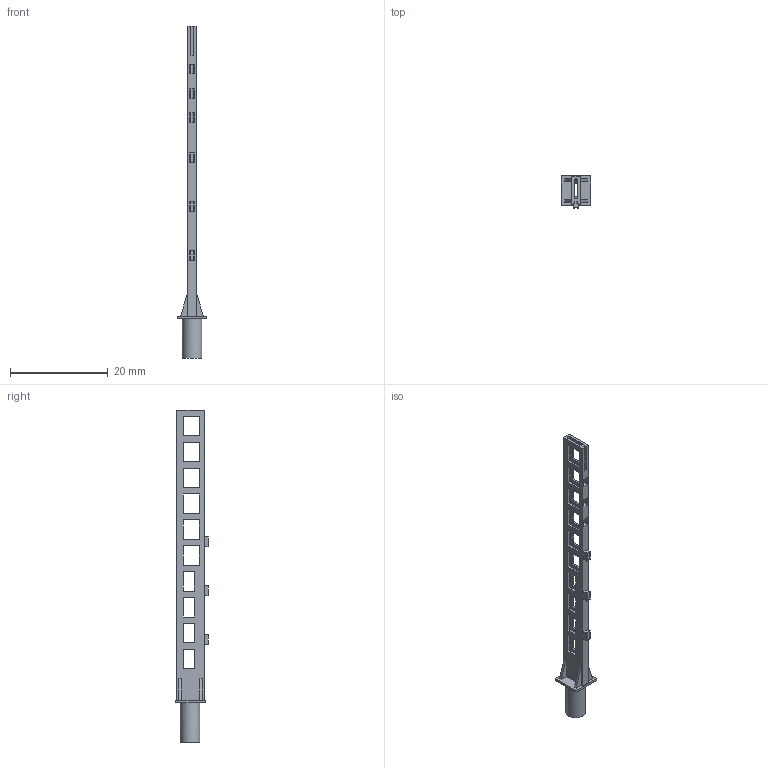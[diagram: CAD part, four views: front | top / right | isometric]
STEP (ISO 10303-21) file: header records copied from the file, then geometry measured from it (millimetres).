
FILE_DESCRIPTION(('FreeCAD Model'),'2;1');
FILE_NAME('Open CASCADE Shape Model','2024-01-26T19:08:22',('FreeCAD'),( 'FreeCAD'),'Open CASCADE STEP processor 7.5','FreeCAD','Unknown');
FILE_SCHEMA(('AUTOMOTIVE_DESIGN { 1 0 10303 214 1 1 1 1 }'));
Length unit declared in the file: millimetre
Products named in the file (1): Open CASCADE STEP translator 7.5 1
Bounding box: 6 x 6.6 x 68 mm (x, y, z)
Volume: 392.2 mm3; surface area: 1380.7 mm2
Topology: 1 solids, 1 shells, 210 faces, 606 edges, 385 vertices
Faces by surface type: plane 207, cylinder 3
Full cylindrical faces by diameter (mm): 4 x1
Entity records: 14694 total; most frequent: CARTESIAN_POINT 2434, DIRECTION 2257, LINE 1776, VECTOR 1776, ORIENTED_EDGE 1212, PCURVE 1212, DEFINITIONAL_REPRESENTATION 1212, EDGE_CURVE 606
